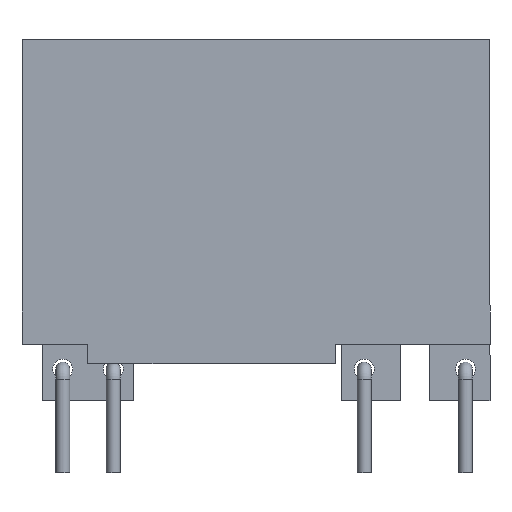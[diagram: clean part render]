
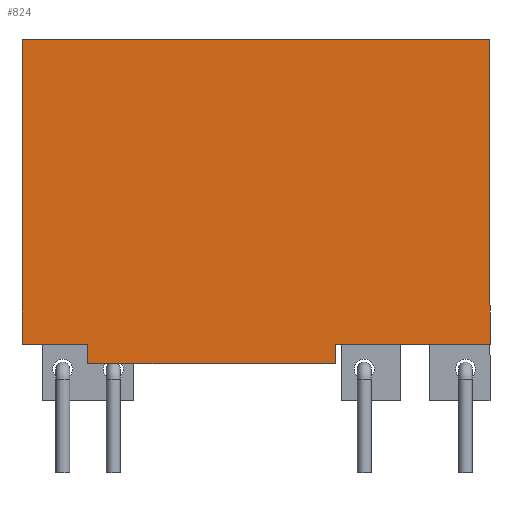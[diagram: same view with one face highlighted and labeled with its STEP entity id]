
A CAD part, front view. The second image highlights one B-rep face of the part: STEP entity #824.
In plain terms, the highlighted planar face has unit normal (0, -1, 0).
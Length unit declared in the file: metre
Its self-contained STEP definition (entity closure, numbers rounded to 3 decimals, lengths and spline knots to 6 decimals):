
#216=ORIENTED_EDGE('',*,*,#343,.F.);
#217=ORIENTED_EDGE('',*,*,#337,.T.);
#218=ORIENTED_EDGE('',*,*,#339,.T.);
#219=ORIENTED_EDGE('',*,*,#328,.T.);
#220=ORIENTED_EDGE('',*,*,#341,.T.);
#221=ORIENTED_EDGE('',*,*,#346,.T.);
#222=ORIENTED_EDGE('',*,*,#348,.T.);
#223=ORIENTED_EDGE('',*,*,#349,.T.);
#328=EDGE_CURVE('',#413,#412,#494,.T.);
#337=EDGE_CURVE('',#418,#421,#503,.T.);
#339=EDGE_CURVE('',#421,#413,#505,.T.);
#341=EDGE_CURVE('',#412,#422,#507,.T.);
#343=EDGE_CURVE('',#418,#423,#509,.T.);
#346=EDGE_CURVE('',#422,#424,#512,.T.);
#348=EDGE_CURVE('',#424,#425,#514,.T.);
#349=EDGE_CURVE('',#425,#423,#515,.T.);
#412=VERTEX_POINT('',#1403);
#413=VERTEX_POINT('',#1405);
#418=VERTEX_POINT('',#1418);
#421=VERTEX_POINT('',#1423);
#422=VERTEX_POINT('',#1430);
#423=VERTEX_POINT('',#1434);
#424=VERTEX_POINT('',#1438);
#425=VERTEX_POINT('',#1442);
#494=LINE('',#1404,#560);
#503=LINE('',#1424,#569);
#505=LINE('',#1427,#571);
#507=LINE('',#1431,#573);
#509=LINE('',#1433,#575);
#512=LINE('',#1439,#578);
#514=LINE('',#1443,#580);
#515=LINE('',#1445,#581);
#560=VECTOR('',#1138,1.);
#569=VECTOR('',#1151,1.);
#571=VECTOR('',#1155,1.);
#573=VECTOR('',#1159,1.);
#575=VECTOR('',#1161,1.);
#578=VECTOR('',#1166,1.);
#580=VECTOR('',#1170,1.);
#581=VECTOR('',#1173,1.);
#622=EDGE_LOOP('',(#216,#217,#218,#219,#220,#221,#222,#223));
#712=FACE_BOUND('',#622,.T.);
#786=PLANE('',#974);
#824=ADVANCED_FACE('',(#712),#786,.T.);
#974=AXIS2_PLACEMENT_3D('',#1446,#1174,#1175);
#1138=DIRECTION('',(0.,0.,1.));
#1151=DIRECTION('',(0.,0.,-1.));
#1155=DIRECTION('',(1.,0.,0.));
#1159=DIRECTION('',(1.,0.,0.));
#1161=DIRECTION('',(-1.,0.,0.));
#1166=DIRECTION('',(0.,0.,1.));
#1170=DIRECTION('',(-1.,0.,0.));
#1173=DIRECTION('',(0.,0.,-1.));
#1174=DIRECTION('',(0.,-1.,0.));
#1175=DIRECTION('',(1.,0.,0.));
#1403=CARTESIAN_POINT('',(-0.007773,0.011345,0.002855));
#1404=CARTESIAN_POINT('',(-0.007773,0.011345,0.002355));
#1405=CARTESIAN_POINT('',(-0.007773,0.011345,0.001855));
#1418=CARTESIAN_POINT('',(-0.02019,0.011345,0.002855));
#1423=CARTESIAN_POINT('',(-0.02019,0.011345,0.001855));
#1424=CARTESIAN_POINT('',(-0.02019,0.011345,0.002355));
#1427=CARTESIAN_POINT('',(-0.013981,0.011345,0.001855));
#1430=CARTESIAN_POINT('',(0.,0.011345,0.002855));
#1431=CARTESIAN_POINT('',(-0.012687,0.011345,0.002855));
#1433=CARTESIAN_POINT('',(-0.021845,0.011345,0.002855));
#1434=CARTESIAN_POINT('',(-0.0235,0.011345,0.002855));
#1438=CARTESIAN_POINT('',(0.,0.011345,0.018155));
#1439=CARTESIAN_POINT('',(0.,0.011345,0.009078));
#1442=CARTESIAN_POINT('',(-0.0235,0.011345,0.018155));
#1443=CARTESIAN_POINT('',(-0.01175,0.011345,0.018155));
#1445=CARTESIAN_POINT('',(-0.0235,0.011345,0.010505));
#1446=CARTESIAN_POINT('',(-0.01175,0.011345,0.009078));
